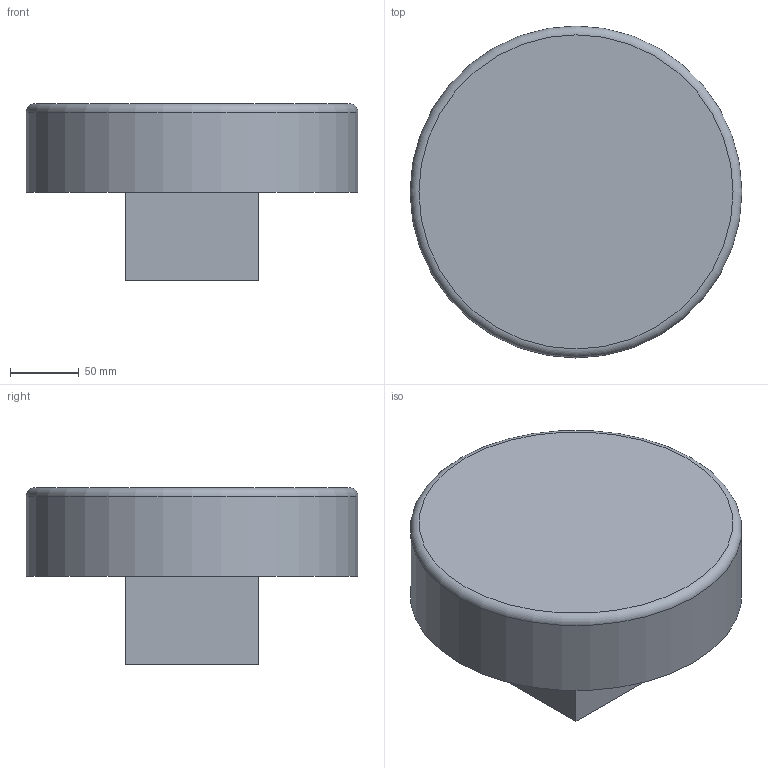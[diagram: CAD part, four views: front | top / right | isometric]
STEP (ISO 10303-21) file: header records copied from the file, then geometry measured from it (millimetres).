
FILE_DESCRIPTION(('FreeCAD Model'),'2;1');
FILE_NAME('Open CASCADE Shape Model','2025-02-21T15:22:01',(''),(''), 'Open CASCADE STEP processor 7.8','FreeCAD','Unknown');
FILE_SCHEMA(('AUTOMOTIVE_DESIGN { 1 0 10303 214 1 1 1 1 }'));
Length unit declared in the file: inch
Products named in the file (1): Fillet
Bounding box: 241.94 x 241.94 x 129.03 mm (x, y, z)
Volume: 3310934.6 mm3; surface area: 180312.3 mm2
Topology: 1 solids, 1 shells, 14 faces, 29 edges, 19 vertices
Faces by surface type: plane 12, cylinder 1, torus 1
Full cylindrical faces by diameter (mm): 241.935 x1
Entity records: 393 total; most frequent: CARTESIAN_POINT 63, DIRECTION 63, ORIENTED_EDGE 58, EDGE_CURVE 29, LINE 25, VECTOR 25, AXIS2_PLACEMENT_3D 19, VERTEX_POINT 19
